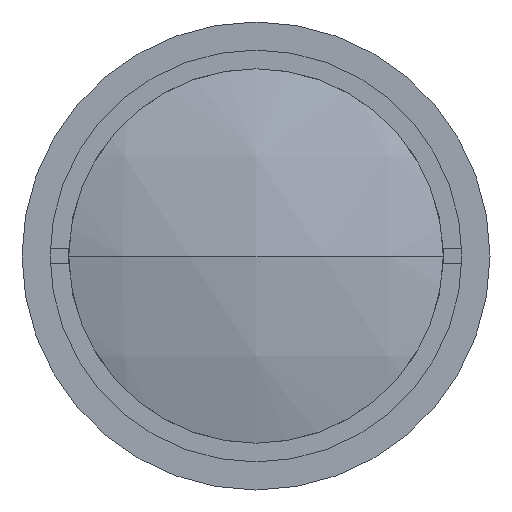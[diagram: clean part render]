
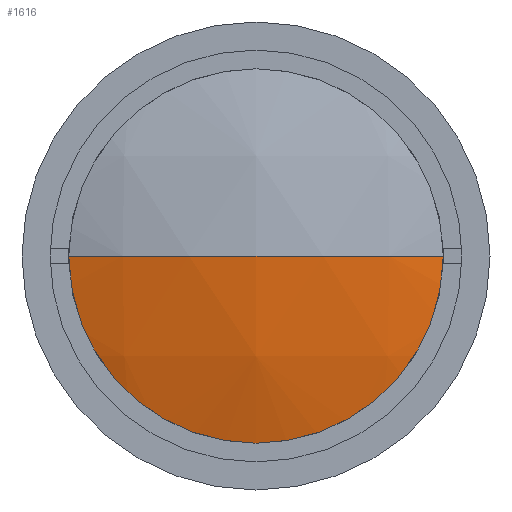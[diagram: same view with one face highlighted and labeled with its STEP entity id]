
A CAD part, left-side view. The second image highlights one B-rep face of the part: STEP entity #1616.
In plain terms, the highlighted spherical face has radius 39.946 mm.
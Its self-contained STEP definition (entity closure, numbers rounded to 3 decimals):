
#7 = EDGE_LOOP ( 'NONE', ( #694, #125, #1056 ) ) ;
#104 = DIRECTION ( 'NONE',  ( -1., 0., 0. ) ) ;
#109 = DIRECTION ( 'NONE',  ( 0., 1., 0. ) ) ;
#125 = ORIENTED_EDGE ( 'NONE', *, *, #939, .T. ) ;
#204 = EDGE_CURVE ( 'NONE', #1437, #1262, #1052, .T. ) ;
#253 = DIRECTION ( 'NONE',  ( 0., 0., -1. ) ) ;
#258 = DIRECTION ( 'NONE',  ( 0., 0., 1. ) ) ;
#341 = VERTEX_POINT ( 'NONE', #952 ) ;
#445 = CIRCLE ( 'NONE', #1168, 39.946 ) ;
#506 = CARTESIAN_POINT ( 'NONE',  ( 3.304, 12.7, 0. ) ) ;
#551 = DIRECTION ( 'NONE',  ( 0., 1., 0. ) ) ;
#611 = CARTESIAN_POINT ( 'NONE',  ( 3.304, -12.7, 0. ) ) ;
#694 = ORIENTED_EDGE ( 'NONE', *, *, #204, .T. ) ;
#921 = CARTESIAN_POINT ( 'NONE',  ( 3.304, 0., 0. ) ) ;
#924 = DIRECTION ( 'NONE',  ( 0., 0., -1. ) ) ;
#939 = EDGE_CURVE ( 'NONE', #1262, #341, #445, .T. ) ;
#952 = CARTESIAN_POINT ( 'NONE',  ( 1.232, 0., 0. ) ) ;
#1052 = CIRCLE ( 'NONE', #1704, 12.7 ) ;
#1056 = ORIENTED_EDGE ( 'NONE', *, *, #1611, .F. ) ;
#1062 = DIRECTION ( 'NONE',  ( 0., 0., 1. ) ) ;
#1065 = AXIS2_PLACEMENT_3D ( 'NONE', #1374, #253, #551 ) ;
#1080 = CARTESIAN_POINT ( 'NONE',  ( 41.178, 0., 0. ) ) ;
#1168 = AXIS2_PLACEMENT_3D ( 'NONE', #1773, #924, #109 ) ;
#1227 = DIRECTION ( 'NONE',  ( 1., 0., 0. ) ) ;
#1262 = VERTEX_POINT ( 'NONE', #611 ) ;
#1374 = CARTESIAN_POINT ( 'NONE',  ( 41.178, 0., 0. ) ) ;
#1416 = FACE_OUTER_BOUND ( 'NONE', #7, .T. ) ;
#1437 = VERTEX_POINT ( 'NONE', #506 ) ;
#1455 = SPHERICAL_SURFACE ( 'NONE', #1065, 39.946 ) ;
#1611 = EDGE_CURVE ( 'NONE', #1437, #341, #1782, .T. ) ;
#1616 = ADVANCED_FACE ( 'NONE', ( #1416 ), #1455, .T. ) ;
#1683 = AXIS2_PLACEMENT_3D ( 'NONE', #1080, #258, #1227 ) ;
#1704 = AXIS2_PLACEMENT_3D ( 'NONE', #921, #104, #1062 ) ;
#1773 = CARTESIAN_POINT ( 'NONE',  ( 41.178, 0., 0. ) ) ;
#1782 = CIRCLE ( 'NONE', #1683, 39.946 ) ;
